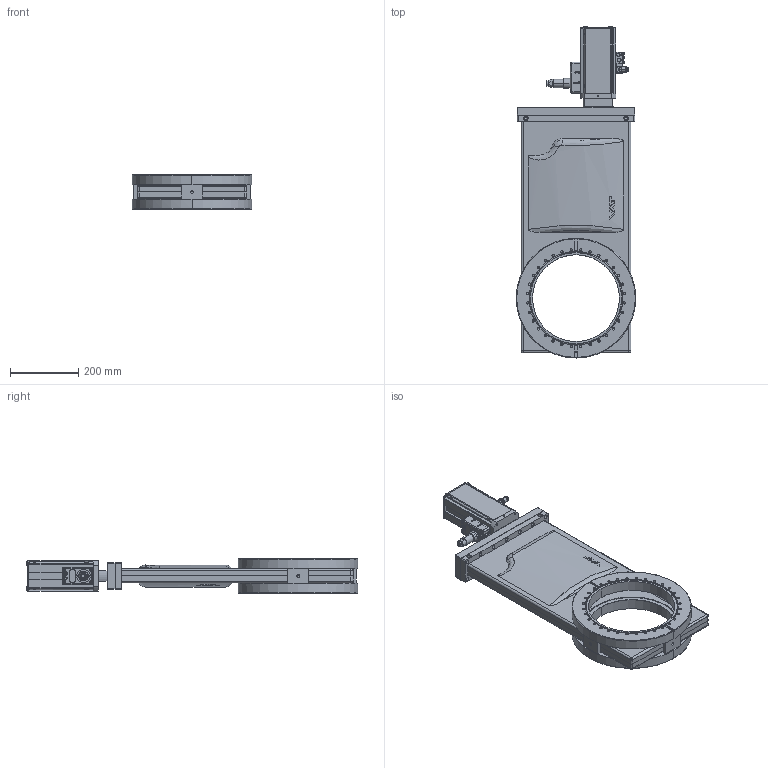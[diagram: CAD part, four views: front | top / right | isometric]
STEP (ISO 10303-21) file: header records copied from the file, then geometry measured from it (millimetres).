
FILE_DESCRIPTION (( 'STEP AP214' ), '1' );
FILE_NAME ('PFF98241.step', '2017-07-10T11:42:21', ( 'install' ), ( '' ), 'SwSTEP 2.0', 'SolidWorks 2015', '' );
FILE_SCHEMA (( 'AUTOMOTIVE_DESIGN' ));
Length unit declared in the file: millimetre
Products named in the file (1): PFF98241
Bounding box: 350 x 971.5 x 100 mm (x, y, z)
Surface area: 1623809.9 mm2 (no closed solid volume)
Topology: 0 solids, 79 shells, 3952 faces, 10169 edges, 6472 vertices
Faces by surface type: plane 1914, cylinder 1298, cone 356, bspline 194, torus 146, sphere 44
Full cylindrical faces by diameter (mm): 24 x3
Entity records: 174752 total; most frequent: CARTESIAN_POINT 67753, ORIENTED_EDGE 19759, DIRECTION 19339, EDGE_CURVE 9901, AXIS2_PLACEMENT_3D 7075, VERTEX_POINT 6445, LINE 5189, VECTOR 5189
